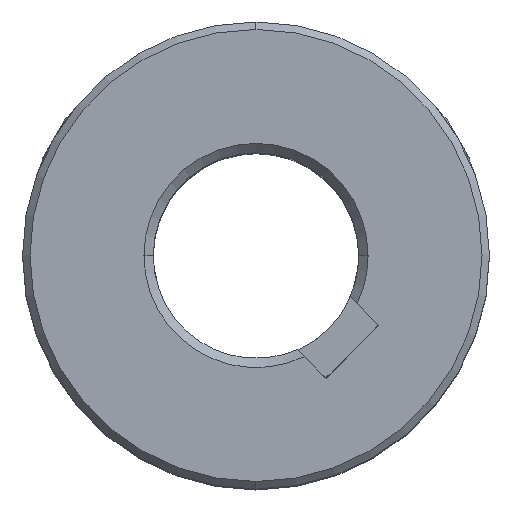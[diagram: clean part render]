
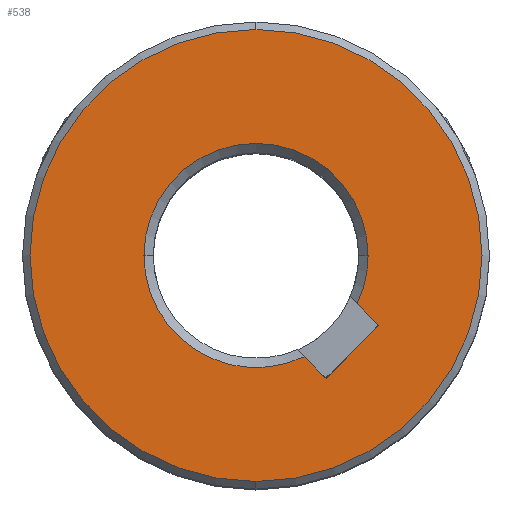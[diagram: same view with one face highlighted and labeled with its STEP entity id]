
A CAD part, top view. The second image highlights one B-rep face of the part: STEP entity #538.
In plain terms, the highlighted planar face has unit normal (0, 0, 1).
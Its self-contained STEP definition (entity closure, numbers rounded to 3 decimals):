
#293 = VERTEX_POINT ( 'NONE', #12853 ) ;
#538 = ADVANCED_FACE ( 'NONE', ( #12923, #12528 ), #15033, .F. ) ;
#1104 = CIRCLE ( 'NONE', #7259, 6. ) ;
#1383 = VERTEX_POINT ( 'NONE', #16628 ) ;
#1408 = EDGE_CURVE ( 'NONE', #12214, #1383, #11008, .T. ) ;
#2291 = EDGE_CURVE ( 'NONE', #16055, #2750, #9374, .T. ) ;
#2407 = EDGE_LOOP ( 'NONE', ( #10811, #10829 ) ) ;
#2750 = VERTEX_POINT ( 'NONE', #7085 ) ;
#2783 = CARTESIAN_POINT ( 'NONE',  ( -15.472, -5.655, 5.5 ) ) ;
#2845 = EDGE_CURVE ( 'NONE', #12463, #293, #8290, .T. ) ;
#2922 = EDGE_CURVE ( 'NONE', #4195, #293, #8199, .T. ) ;
#2946 = EDGE_LOOP ( 'NONE', ( #10858, #10951, #11017, #11192, #11238, #11294 ) ) ;
#3097 = EDGE_CURVE ( 'NONE', #12463, #16055, #7653, .T. ) ;
#3106 = DIRECTION ( 'NONE',  ( 0., 0., 1. ) ) ;
#3130 = CARTESIAN_POINT ( 'NONE',  ( -20.886, -3.07, 5.5 ) ) ;
#4195 = VERTEX_POINT ( 'NONE', #5482 ) ;
#4258 = VERTEX_POINT ( 'NONE', #5383 ) ;
#4522 = DIRECTION ( 'NONE',  ( -0.707, 0.707, 0. ) ) ;
#5008 = CARTESIAN_POINT ( 'NONE',  ( -14.31, -6.817, 5.5 ) ) ;
#5383 = CARTESIAN_POINT ( 'NONE',  ( -26.886, -3.07, 5.5 ) ) ;
#5412 = AXIS2_PLACEMENT_3D ( 'NONE', #15202, #15184, #15179 ) ;
#5482 = CARTESIAN_POINT ( 'NONE',  ( -18.3, -8.484, 5.5 ) ) ;
#5832 = DIRECTION ( 'NONE',  ( 1., 0., 0. ) ) ;
#5913 = CARTESIAN_POINT ( 'NONE',  ( -18.3, -8.484, 5.5 ) ) ;
#5950 = DIRECTION ( 'NONE',  ( 0.707, -0.707, 0. ) ) ;
#6255 = DIRECTION ( 'NONE',  ( -0.707, -0.707, 0. ) ) ;
#6496 = CARTESIAN_POINT ( 'NONE',  ( -17.138, -9.646, 5.5 ) ) ;
#6867 = CARTESIAN_POINT ( 'NONE',  ( -20.886, -15.17, 5.5 ) ) ;
#6887 = AXIS2_PLACEMENT_3D ( 'NONE', #13073, #12828, #5832 ) ;
#7085 = CARTESIAN_POINT ( 'NONE',  ( -14.886, -3.07, 5.5 ) ) ;
#7259 = AXIS2_PLACEMENT_3D ( 'NONE', #3130, #3106, #17399 ) ;
#7653 = LINE ( 'NONE', #5008, #7696 ) ;
#7696 = VECTOR ( 'NONE', #4522, 1000. ) ;
#7898 = EDGE_CURVE ( 'NONE', #2750, #4258, #1104, .T. ) ;
#8061 = VECTOR ( 'NONE', #5950, 1000. ) ;
#8199 = LINE ( 'NONE', #5913, #8061 ) ;
#8290 = LINE ( 'NONE', #6496, #8419 ) ;
#8419 = VECTOR ( 'NONE', #6255, 1000. ) ;
#8461 = DIRECTION ( 'NONE',  ( 0., 1., 0. ) ) ;
#8646 = DIRECTION ( 'NONE',  ( 0., 0., -1. ) ) ;
#8738 = CARTESIAN_POINT ( 'NONE',  ( -20.886, -3.07, 5.5 ) ) ;
#9374 = CIRCLE ( 'NONE', #14736, 6. ) ;
#10811 = ORIENTED_EDGE ( 'NONE', *, *, #12743, .F. ) ;
#10829 = ORIENTED_EDGE ( 'NONE', *, *, #1408, .F. ) ;
#10858 = ORIENTED_EDGE ( 'NONE', *, *, #2845, .T. ) ;
#10951 = ORIENTED_EDGE ( 'NONE', *, *, #2922, .F. ) ;
#11008 = CIRCLE ( 'NONE', #15312, 12.1 ) ;
#11017 = ORIENTED_EDGE ( 'NONE', *, *, #11357, .F. ) ;
#11192 = ORIENTED_EDGE ( 'NONE', *, *, #7898, .F. ) ;
#11238 = ORIENTED_EDGE ( 'NONE', *, *, #2291, .F. ) ;
#11294 = ORIENTED_EDGE ( 'NONE', *, *, #3097, .F. ) ;
#11357 = EDGE_CURVE ( 'NONE', #4258, #4195, #14426, .T. ) ;
#11857 = CIRCLE ( 'NONE', #5412, 12.1 ) ;
#12204 = DIRECTION ( 'NONE',  ( 1., 0., 0. ) ) ;
#12214 = VERTEX_POINT ( 'NONE', #6867 ) ;
#12230 = DIRECTION ( 'NONE',  ( 0., 0., 1. ) ) ;
#12251 = CARTESIAN_POINT ( 'NONE',  ( -20.886, -3.07, 5.5 ) ) ;
#12463 = VERTEX_POINT ( 'NONE', #16347 ) ;
#12528 = FACE_BOUND ( 'NONE', #2946, .T. ) ;
#12743 = EDGE_CURVE ( 'NONE', #1383, #12214, #11857, .T. ) ;
#12828 = DIRECTION ( 'NONE',  ( 0., 0., 1. ) ) ;
#12853 = CARTESIAN_POINT ( 'NONE',  ( -17.138, -9.646, 5.5 ) ) ;
#12923 = FACE_OUTER_BOUND ( 'NONE', #2407, .T. ) ;
#13073 = CARTESIAN_POINT ( 'NONE',  ( -20.886, -3.07, 5.5 ) ) ;
#14426 = CIRCLE ( 'NONE', #6887, 6. ) ;
#14736 = AXIS2_PLACEMENT_3D ( 'NONE', #12251, #12230, #12204 ) ;
#15033 = PLANE ( 'NONE',  #15622 ) ;
#15113 = CARTESIAN_POINT ( 'NONE',  ( -20.886, -3.07, 5.5 ) ) ;
#15179 = DIRECTION ( 'NONE',  ( 0., 1., 0. ) ) ;
#15184 = DIRECTION ( 'NONE',  ( 0., 0., -1. ) ) ;
#15202 = CARTESIAN_POINT ( 'NONE',  ( -20.886, -3.07, 5.5 ) ) ;
#15254 = DIRECTION ( 'NONE',  ( 0., 0., -1. ) ) ;
#15312 = AXIS2_PLACEMENT_3D ( 'NONE', #8738, #8646, #8461 ) ;
#15314 = DIRECTION ( 'NONE',  ( -1., 0., 0. ) ) ;
#15622 = AXIS2_PLACEMENT_3D ( 'NONE', #15113, #15254, #15314 ) ;
#16055 = VERTEX_POINT ( 'NONE', #2783 ) ;
#16347 = CARTESIAN_POINT ( 'NONE',  ( -14.31, -6.817, 5.5 ) ) ;
#16628 = CARTESIAN_POINT ( 'NONE',  ( -20.886, 9.03, 5.5 ) ) ;
#17399 = DIRECTION ( 'NONE',  ( 1., 0., 0. ) ) ;
